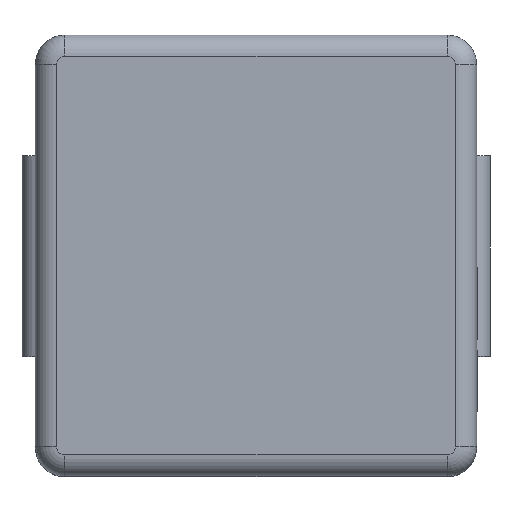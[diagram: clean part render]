
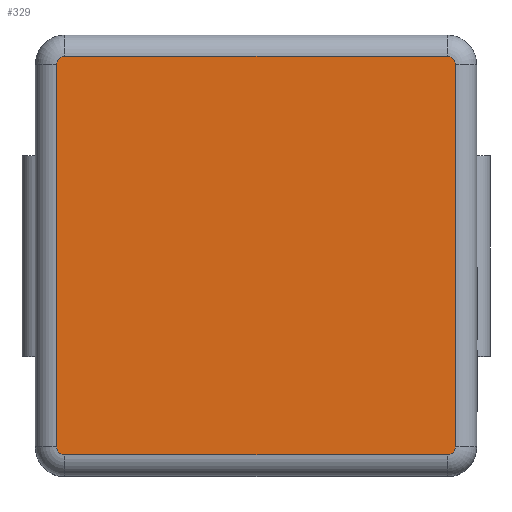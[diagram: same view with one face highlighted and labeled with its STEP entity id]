
A CAD part, top view. The second image highlights one B-rep face of the part: STEP entity #329.
In plain terms, the highlighted planar face has unit normal (0, 0, 1).
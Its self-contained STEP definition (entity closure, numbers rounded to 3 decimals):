
#9 = CARTESIAN_POINT ( 'NONE',  ( 2.86, 2.98, 4.8 ) ) ;
#56 = LINE ( 'NONE', #14769, #8140 ) ;
#329 = ADVANCED_FACE ( 'NONE', ( #7642 ), #15282, .F. ) ;
#402 = EDGE_CURVE ( 'NONE', #11221, #6686, #12973, .T. ) ;
#594 = CARTESIAN_POINT ( 'NONE',  ( 2.98, 0., 4.8 ) ) ;
#724 = EDGE_CURVE ( 'NONE', #1598, #11221, #9231, .T. ) ;
#813 = ORIENTED_EDGE ( 'NONE', *, *, #9594, .T. ) ;
#1500 = AXIS2_PLACEMENT_3D ( 'NONE', #8739, #13686, #14674 ) ;
#1598 = VERTEX_POINT ( 'NONE', #9 ) ;
#2201 = CARTESIAN_POINT ( 'NONE',  ( 0., -2.98, 4.8 ) ) ;
#2243 = CIRCLE ( 'NONE', #5637, 0.12 ) ;
#2342 = VERTEX_POINT ( 'NONE', #4538 ) ;
#2492 = CARTESIAN_POINT ( 'NONE',  ( -2.98, -2.86, 4.8 ) ) ;
#2767 = CIRCLE ( 'NONE', #11819, 0.12 ) ;
#2918 = VECTOR ( 'NONE', #11732, 1000. ) ;
#2984 = VERTEX_POINT ( 'NONE', #11149 ) ;
#3205 = CARTESIAN_POINT ( 'NONE',  ( -2.86, -2.98, 4.8 ) ) ;
#3407 = ORIENTED_EDGE ( 'NONE', *, *, #14255, .T. ) ;
#3566 = DIRECTION ( 'NONE',  ( -1., 0., 0. ) ) ;
#4151 = CARTESIAN_POINT ( 'NONE',  ( 0., 0., 4.8 ) ) ;
#4538 = CARTESIAN_POINT ( 'NONE',  ( 2.86, -2.98, 4.8 ) ) ;
#5205 = ORIENTED_EDGE ( 'NONE', *, *, #11853, .T. ) ;
#5637 = AXIS2_PLACEMENT_3D ( 'NONE', #5701, #9418, #5783 ) ;
#5701 = CARTESIAN_POINT ( 'NONE',  ( 2.86, 2.86, 4.8 ) ) ;
#5783 = DIRECTION ( 'NONE',  ( -1., 0., 0. ) ) ;
#5877 = LINE ( 'NONE', #2201, #14848 ) ;
#6686 = VERTEX_POINT ( 'NONE', #9265 ) ;
#7019 = AXIS2_PLACEMENT_3D ( 'NONE', #10142, #13893, #13312 ) ;
#7035 = EDGE_CURVE ( 'NONE', #6686, #9671, #56, .T. ) ;
#7642 = FACE_OUTER_BOUND ( 'NONE', #14914, .T. ) ;
#8140 = VECTOR ( 'NONE', #12639, 1000. ) ;
#8551 = EDGE_CURVE ( 'NONE', #13172, #1598, #2243, .T. ) ;
#8739 = CARTESIAN_POINT ( 'NONE',  ( -2.86, -2.86, 4.8 ) ) ;
#9231 = LINE ( 'NONE', #12966, #2918 ) ;
#9254 = ORIENTED_EDGE ( 'NONE', *, *, #7035, .T. ) ;
#9265 = CARTESIAN_POINT ( 'NONE',  ( -2.98, 2.86, 4.8 ) ) ;
#9418 = DIRECTION ( 'NONE',  ( 0., 0., 1. ) ) ;
#9594 = EDGE_CURVE ( 'NONE', #2342, #2984, #2767, .T. ) ;
#9671 = VERTEX_POINT ( 'NONE', #2492 ) ;
#10142 = CARTESIAN_POINT ( 'NONE',  ( -2.86, 2.86, 4.8 ) ) ;
#10326 = CARTESIAN_POINT ( 'NONE',  ( -2.86, 2.98, 4.8 ) ) ;
#10392 = ORIENTED_EDGE ( 'NONE', *, *, #8551, .T. ) ;
#10491 = DIRECTION ( 'NONE',  ( 0., 1., 0. ) ) ;
#10569 = CIRCLE ( 'NONE', #1500, 0.12 ) ;
#10867 = ORIENTED_EDGE ( 'NONE', *, *, #402, .T. ) ;
#10976 = ORIENTED_EDGE ( 'NONE', *, *, #724, .T. ) ;
#11149 = CARTESIAN_POINT ( 'NONE',  ( 2.98, -2.86, 4.8 ) ) ;
#11221 = VERTEX_POINT ( 'NONE', #10326 ) ;
#11702 = LINE ( 'NONE', #594, #14734 ) ;
#11732 = DIRECTION ( 'NONE',  ( -1., 0., 0. ) ) ;
#11819 = AXIS2_PLACEMENT_3D ( 'NONE', #16003, #14684, #3566 ) ;
#11853 = EDGE_CURVE ( 'NONE', #2984, #13172, #11702, .T. ) ;
#12244 = ORIENTED_EDGE ( 'NONE', *, *, #16032, .T. ) ;
#12639 = DIRECTION ( 'NONE',  ( 0., -1., 0. ) ) ;
#12825 = DIRECTION ( 'NONE',  ( -1., 0., 0. ) ) ;
#12966 = CARTESIAN_POINT ( 'NONE',  ( 0., 2.98, 4.8 ) ) ;
#12973 = CIRCLE ( 'NONE', #7019, 0.12 ) ;
#13172 = VERTEX_POINT ( 'NONE', #15885 ) ;
#13312 = DIRECTION ( 'NONE',  ( -1., 0., 0. ) ) ;
#13402 = DIRECTION ( 'NONE',  ( 1., 0., 0. ) ) ;
#13686 = DIRECTION ( 'NONE',  ( 0., 0., 1. ) ) ;
#13893 = DIRECTION ( 'NONE',  ( 0., 0., 1. ) ) ;
#13894 = VERTEX_POINT ( 'NONE', #3205 ) ;
#14044 = DIRECTION ( 'NONE',  ( 0., 0., -1. ) ) ;
#14255 = EDGE_CURVE ( 'NONE', #13894, #2342, #5877, .T. ) ;
#14674 = DIRECTION ( 'NONE',  ( -1., 0., 0. ) ) ;
#14684 = DIRECTION ( 'NONE',  ( 0., 0., 1. ) ) ;
#14734 = VECTOR ( 'NONE', #10491, 1000. ) ;
#14769 = CARTESIAN_POINT ( 'NONE',  ( -2.98, 0., 4.8 ) ) ;
#14848 = VECTOR ( 'NONE', #13402, 1000. ) ;
#14914 = EDGE_LOOP ( 'NONE', ( #5205, #10392, #10976, #10867, #9254, #12244, #3407, #813 ) ) ;
#15071 = AXIS2_PLACEMENT_3D ( 'NONE', #4151, #14044, #12825 ) ;
#15282 = PLANE ( 'NONE',  #15071 ) ;
#15885 = CARTESIAN_POINT ( 'NONE',  ( 2.98, 2.86, 4.8 ) ) ;
#16003 = CARTESIAN_POINT ( 'NONE',  ( 2.86, -2.86, 4.8 ) ) ;
#16032 = EDGE_CURVE ( 'NONE', #9671, #13894, #10569, .T. ) ;
